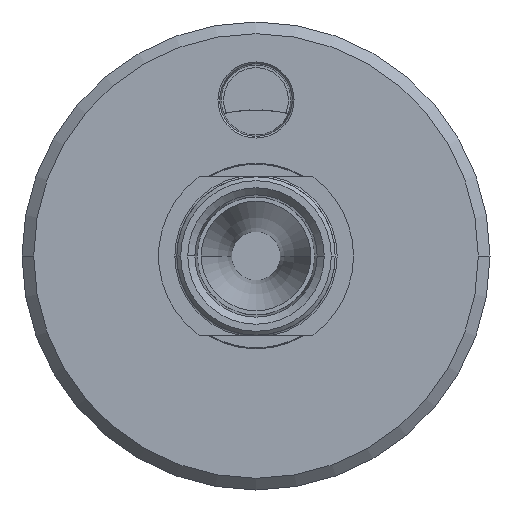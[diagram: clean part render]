
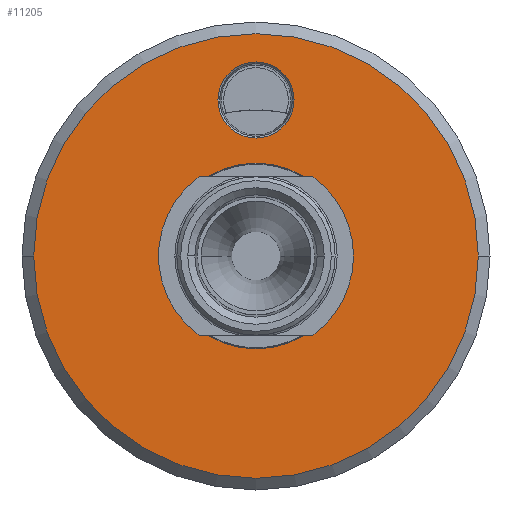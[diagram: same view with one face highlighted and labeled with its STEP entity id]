
A CAD part, front view. The second image highlights one B-rep face of the part: STEP entity #11205.
In plain terms, the highlighted planar face has unit normal (0, -1, 0).
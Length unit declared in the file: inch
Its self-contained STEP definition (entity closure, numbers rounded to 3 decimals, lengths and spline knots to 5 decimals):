
#460 = DIRECTION ( 'NONE',  ( 0., -1., 0. ) ) ;
#617 = ORIENTED_EDGE ( 'NONE', *, *, #1292, .F. ) ;
#700 = EDGE_CURVE ( 'NONE', #3985, #1971, #836, .T. ) ;
#836 = CIRCLE ( 'NONE', #15442, 1.14 ) ;
#1292 = EDGE_CURVE ( 'NONE', #4231, #14010, #14703, .T. ) ;
#1482 = CIRCLE ( 'NONE', #8597, 1.14 ) ;
#1556 = CIRCLE ( 'NONE', #9803, 0.476 ) ;
#1679 = CARTESIAN_POINT ( 'NONE',  ( 0., 0.774, 0. ) ) ;
#1971 = VERTEX_POINT ( 'NONE', #13770 ) ;
#2298 = EDGE_CURVE ( 'NONE', #4416, #9359, #14107, .T. ) ;
#2355 = FACE_BOUND ( 'NONE', #16276, .T. ) ;
#2569 = DIRECTION ( 'NONE',  ( 0., -1., 0. ) ) ;
#2912 = CARTESIAN_POINT ( 'NONE',  ( -1.14, 0.774, 0. ) ) ;
#3006 = EDGE_CURVE ( 'NONE', #14010, #4231, #1556, .T. ) ;
#3265 = AXIS2_PLACEMENT_3D ( 'NONE', #11563, #460, #6255 ) ;
#3612 = FACE_OUTER_BOUND ( 'NONE', #15325, .T. ) ;
#3783 = CARTESIAN_POINT ( 'NONE',  ( 0., 0.774, -0.476 ) ) ;
#3851 = ORIENTED_EDGE ( 'NONE', *, *, #700, .T. ) ;
#3926 = CARTESIAN_POINT ( 'NONE',  ( 0., 0.774, 0. ) ) ;
#3985 = VERTEX_POINT ( 'NONE', #2912 ) ;
#4231 = VERTEX_POINT ( 'NONE', #11236 ) ;
#4276 = ORIENTED_EDGE ( 'NONE', *, *, #3006, .F. ) ;
#4394 = EDGE_LOOP ( 'NONE', ( #16559, #17104 ) ) ;
#4416 = VERTEX_POINT ( 'NONE', #11335 ) ;
#5012 = CARTESIAN_POINT ( 'NONE',  ( 0., 0.774, 0. ) ) ;
#5344 = EDGE_CURVE ( 'NONE', #1971, #3985, #1482, .T. ) ;
#5469 = AXIS2_PLACEMENT_3D ( 'NONE', #6730, #2569, #7994 ) ;
#6255 = DIRECTION ( 'NONE',  ( -1., 0., 0. ) ) ;
#6502 = CARTESIAN_POINT ( 'NONE',  ( -0.476, 0.774, 0. ) ) ;
#6648 = AXIS2_PLACEMENT_3D ( 'NONE', #3783, #17128, #9208 ) ;
#6730 = CARTESIAN_POINT ( 'NONE',  ( 0., 0.774, 0.8 ) ) ;
#7545 = CARTESIAN_POINT ( 'NONE',  ( -0.195, 0.774, 0.8 ) ) ;
#7994 = DIRECTION ( 'NONE',  ( -1., 0., 0. ) ) ;
#8597 = AXIS2_PLACEMENT_3D ( 'NONE', #3926, #14839, #11547 ) ;
#9208 = DIRECTION ( 'NONE',  ( -1., 0., 0. ) ) ;
#9359 = VERTEX_POINT ( 'NONE', #7545 ) ;
#9427 = DIRECTION ( 'NONE',  ( 0., -1., 0. ) ) ;
#9803 = AXIS2_PLACEMENT_3D ( 'NONE', #1679, #9427, #12233 ) ;
#10530 = DIRECTION ( 'NONE',  ( 0., -1., 0. ) ) ;
#10941 = AXIS2_PLACEMENT_3D ( 'NONE', #14741, #16066, #17488 ) ;
#11205 = ADVANCED_FACE ( 'NONE', ( #11987, #3612, #2355 ), #16129, .T. ) ;
#11236 = CARTESIAN_POINT ( 'NONE',  ( 0.476, 0.774, 0. ) ) ;
#11335 = CARTESIAN_POINT ( 'NONE',  ( 0.195, 0.774, 0.8 ) ) ;
#11547 = DIRECTION ( 'NONE',  ( -1., 0., 0. ) ) ;
#11563 = CARTESIAN_POINT ( 'NONE',  ( 0., 0.774, 0.8 ) ) ;
#11675 = EDGE_CURVE ( 'NONE', #9359, #4416, #16401, .T. ) ;
#11987 = FACE_BOUND ( 'NONE', #4394, .T. ) ;
#12233 = DIRECTION ( 'NONE',  ( -1., 0., 0. ) ) ;
#12511 = ORIENTED_EDGE ( 'NONE', *, *, #5344, .T. ) ;
#13770 = CARTESIAN_POINT ( 'NONE',  ( 1.14, 0.774, 0. ) ) ;
#14010 = VERTEX_POINT ( 'NONE', #6502 ) ;
#14107 = CIRCLE ( 'NONE', #5469, 0.195 ) ;
#14259 = DIRECTION ( 'NONE',  ( -1., 0., 0. ) ) ;
#14703 = CIRCLE ( 'NONE', #10941, 0.476 ) ;
#14741 = CARTESIAN_POINT ( 'NONE',  ( 0., 0.774, 0. ) ) ;
#14839 = DIRECTION ( 'NONE',  ( 0., -1., 0. ) ) ;
#15325 = EDGE_LOOP ( 'NONE', ( #12511, #3851 ) ) ;
#15442 = AXIS2_PLACEMENT_3D ( 'NONE', #5012, #10530, #14259 ) ;
#16066 = DIRECTION ( 'NONE',  ( 0., -1., 0. ) ) ;
#16129 = PLANE ( 'NONE',  #6648 ) ;
#16276 = EDGE_LOOP ( 'NONE', ( #4276, #617 ) ) ;
#16401 = CIRCLE ( 'NONE', #3265, 0.195 ) ;
#16559 = ORIENTED_EDGE ( 'NONE', *, *, #11675, .F. ) ;
#17104 = ORIENTED_EDGE ( 'NONE', *, *, #2298, .F. ) ;
#17128 = DIRECTION ( 'NONE',  ( 0., -1., 0. ) ) ;
#17488 = DIRECTION ( 'NONE',  ( -1., 0., 0. ) ) ;
